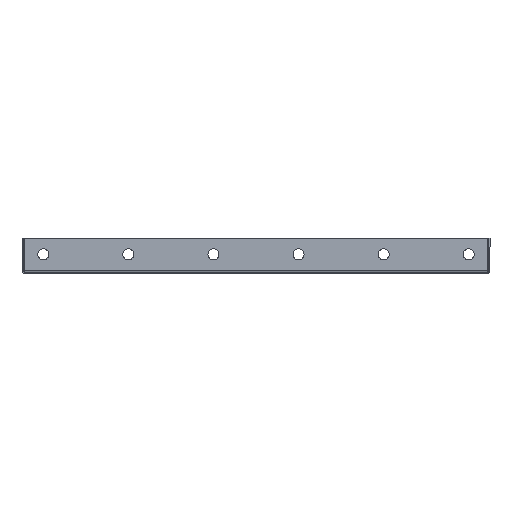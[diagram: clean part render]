
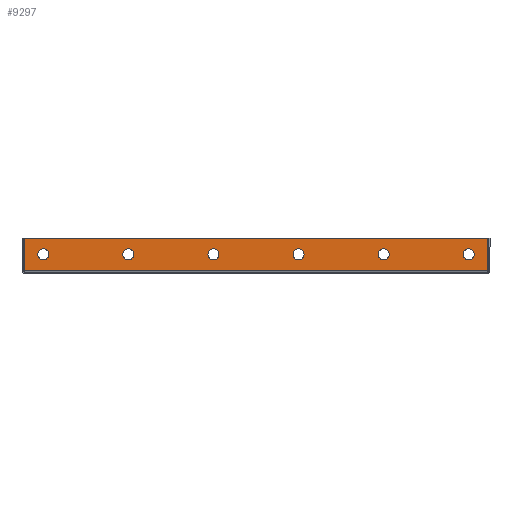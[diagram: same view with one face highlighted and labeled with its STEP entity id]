
A CAD part, left-side view. The second image highlights one B-rep face of the part: STEP entity #9297.
In plain terms, the highlighted planar face has unit normal (-1, 0, 0).
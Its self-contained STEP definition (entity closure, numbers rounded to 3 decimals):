
#16 = EDGE_CURVE ( 'NONE', #7829, #92, #10259, .T. ) ;
#43 = ORIENTED_EDGE ( 'NONE', *, *, #11551, .F. ) ;
#73 = AXIS2_PLACEMENT_3D ( 'NONE', #17381, #2957, #9885 ) ;
#92 = VERTEX_POINT ( 'NONE', #7402 ) ;
#116 = CIRCLE ( 'NONE', #1322, 3.25 ) ;
#586 = EDGE_LOOP ( 'NONE', ( #9400, #16732 ) ) ;
#637 = CARTESIAN_POINT ( 'NONE',  ( -599., 12.5, 7.25 ) ) ;
#898 = CARTESIAN_POINT ( 'NONE',  ( -599., 273.823, 1. ) ) ;
#918 = EDGE_LOOP ( 'NONE', ( #8114, #1546 ) ) ;
#988 = CARTESIAN_POINT ( 'NONE',  ( -599., 212.5, 10.5 ) ) ;
#995 = DIRECTION ( 'NONE',  ( 1., 0., 0. ) ) ;
#1035 = DIRECTION ( 'NONE',  ( 0., 1., 0. ) ) ;
#1270 = VECTOR ( 'NONE', #8787, 1000. ) ;
#1322 = AXIS2_PLACEMENT_3D ( 'NONE', #7449, #4587, #10381 ) ;
#1361 = CARTESIAN_POINT ( 'NONE',  ( -599., 112.5, 13.75 ) ) ;
#1519 = DIRECTION ( 'NONE',  ( 1., 0., 0. ) ) ;
#1546 = ORIENTED_EDGE ( 'NONE', *, *, #10959, .T. ) ;
#1558 = DIRECTION ( 'NONE',  ( 0., 0., -1. ) ) ;
#1582 = VECTOR ( 'NONE', #18364, 1000. ) ;
#1677 = AXIS2_PLACEMENT_3D ( 'NONE', #9666, #11098, #14034 ) ;
#1682 = VERTEX_POINT ( 'NONE', #8801 ) ;
#1841 = VERTEX_POINT ( 'NONE', #7857 ) ;
#2017 = DIRECTION ( 'NONE',  ( 0., 0., -1. ) ) ;
#2285 = DIRECTION ( 'NONE',  ( 0., 0., 1. ) ) ;
#2308 = CARTESIAN_POINT ( 'NONE',  ( -599., 212.5, 13.75 ) ) ;
#2343 = FACE_BOUND ( 'NONE', #918, .T. ) ;
#2350 = ORIENTED_EDGE ( 'NONE', *, *, #4748, .T. ) ;
#2415 = DIRECTION ( 'NONE',  ( 1., 0., 0. ) ) ;
#2516 = PLANE ( 'NONE',  #8854 ) ;
#2652 = EDGE_CURVE ( 'NONE', #1682, #3399, #12877, .T. ) ;
#2814 = AXIS2_PLACEMENT_3D ( 'NONE', #988, #2415, #5263 ) ;
#2875 = ORIENTED_EDGE ( 'NONE', *, *, #9430, .T. ) ;
#2878 = EDGE_LOOP ( 'NONE', ( #2350, #10110 ) ) ;
#2957 = DIRECTION ( 'NONE',  ( 1., 0., 0. ) ) ;
#2983 = AXIS2_PLACEMENT_3D ( 'NONE', #3713, #11117, #16712 ) ;
#3097 = VERTEX_POINT ( 'NONE', #637 ) ;
#3305 = EDGE_LOOP ( 'NONE', ( #12367, #2875, #3338, #43 ) ) ;
#3338 = ORIENTED_EDGE ( 'NONE', *, *, #17062, .T. ) ;
#3399 = VERTEX_POINT ( 'NONE', #1361 ) ;
#3498 = DIRECTION ( 'NONE',  ( 0., 0., -1. ) ) ;
#3580 = AXIS2_PLACEMENT_3D ( 'NONE', #10589, #17705, #1558 ) ;
#3713 = CARTESIAN_POINT ( 'NONE',  ( -599., 62.5, 10.5 ) ) ;
#3781 = AXIS2_PLACEMENT_3D ( 'NONE', #17936, #995, #15619 ) ;
#3808 = VERTEX_POINT ( 'NONE', #12642 ) ;
#3847 = EDGE_CURVE ( 'NONE', #1841, #5675, #14123, .T. ) ;
#3974 = CARTESIAN_POINT ( 'NONE',  ( -599., 273.823, 20. ) ) ;
#4083 = CARTESIAN_POINT ( 'NONE',  ( -599., 112.5, 10.5 ) ) ;
#4159 = VERTEX_POINT ( 'NONE', #12878 ) ;
#4403 = VERTEX_POINT ( 'NONE', #898 ) ;
#4553 = CARTESIAN_POINT ( 'NONE',  ( -599., 62.5, 7.25 ) ) ;
#4577 = VERTEX_POINT ( 'NONE', #15892 ) ;
#4587 = DIRECTION ( 'NONE',  ( 1., 0., 0. ) ) ;
#4713 = EDGE_CURVE ( 'NONE', #10584, #4159, #116, .T. ) ;
#4748 = EDGE_CURVE ( 'NONE', #3399, #1682, #9227, .T. ) ;
#4879 = EDGE_CURVE ( 'NONE', #5675, #1841, #9795, .T. ) ;
#5012 = ORIENTED_EDGE ( 'NONE', *, *, #16, .T. ) ;
#5263 = DIRECTION ( 'NONE',  ( 0., 0., -1. ) ) ;
#5301 = CIRCLE ( 'NONE', #9848, 3.25 ) ;
#5361 = CIRCLE ( 'NONE', #7804, 3.25 ) ;
#5406 = EDGE_LOOP ( 'NONE', ( #8769, #5012 ) ) ;
#5449 = VERTEX_POINT ( 'NONE', #10741 ) ;
#5484 = LINE ( 'NONE', #12999, #12831 ) ;
#5675 = VERTEX_POINT ( 'NONE', #8434 ) ;
#5782 = CARTESIAN_POINT ( 'NONE',  ( -599., 1.177, 20. ) ) ;
#6380 = EDGE_CURVE ( 'NONE', #92, #7829, #5361, .T. ) ;
#6640 = VERTEX_POINT ( 'NONE', #5782 ) ;
#6700 = FACE_BOUND ( 'NONE', #586, .T. ) ;
#6872 = ORIENTED_EDGE ( 'NONE', *, *, #12034, .T. ) ;
#7134 = ORIENTED_EDGE ( 'NONE', *, *, #16696, .T. ) ;
#7402 = CARTESIAN_POINT ( 'NONE',  ( -599., 62.5, 13.75 ) ) ;
#7449 = CARTESIAN_POINT ( 'NONE',  ( -599., 262.5, 10.5 ) ) ;
#7460 = EDGE_CURVE ( 'NONE', #17712, #5449, #16617, .T. ) ;
#7720 = CIRCLE ( 'NONE', #3781, 3.25 ) ;
#7773 = CARTESIAN_POINT ( 'NONE',  ( -599., 12.5, 10.5 ) ) ;
#7804 = AXIS2_PLACEMENT_3D ( 'NONE', #17389, #10178, #2017 ) ;
#7829 = VERTEX_POINT ( 'NONE', #4553 ) ;
#7857 = CARTESIAN_POINT ( 'NONE',  ( -599., 162.5, 7.25 ) ) ;
#7926 = CARTESIAN_POINT ( 'NONE',  ( -599., 275., 1. ) ) ;
#8008 = VECTOR ( 'NONE', #2285, 1000. ) ;
#8114 = ORIENTED_EDGE ( 'NONE', *, *, #7460, .T. ) ;
#8133 = DIRECTION ( 'NONE',  ( 0., 0., -1. ) ) ;
#8217 = FACE_BOUND ( 'NONE', #12229, .T. ) ;
#8301 = AXIS2_PLACEMENT_3D ( 'NONE', #4083, #1519, #17473 ) ;
#8311 = FACE_BOUND ( 'NONE', #2878, .T. ) ;
#8434 = CARTESIAN_POINT ( 'NONE',  ( -599., 162.5, 13.75 ) ) ;
#8668 = ORIENTED_EDGE ( 'NONE', *, *, #4713, .T. ) ;
#8769 = ORIENTED_EDGE ( 'NONE', *, *, #6380, .T. ) ;
#8787 = DIRECTION ( 'NONE',  ( 0., 0., 1. ) ) ;
#8801 = CARTESIAN_POINT ( 'NONE',  ( -599., 112.5, 7.25 ) ) ;
#8854 = AXIS2_PLACEMENT_3D ( 'NONE', #14112, #12771, #8133 ) ;
#8895 = CIRCLE ( 'NONE', #2814, 3.25 ) ;
#9227 = CIRCLE ( 'NONE', #8301, 3.25 ) ;
#9297 = ADVANCED_FACE ( 'NONE', ( #18384, #2343, #6700, #8311, #15443, #8217, #16954 ), #2516, .F. ) ;
#9400 = ORIENTED_EDGE ( 'NONE', *, *, #4879, .T. ) ;
#9430 = EDGE_CURVE ( 'NONE', #3808, #6640, #17526, .T. ) ;
#9629 = LINE ( 'NONE', #7926, #1582 ) ;
#9666 = CARTESIAN_POINT ( 'NONE',  ( -599., 112.5, 10.5 ) ) ;
#9759 = CARTESIAN_POINT ( 'NONE',  ( -599., 273.823, 1. ) ) ;
#9795 = CIRCLE ( 'NONE', #13166, 3.25 ) ;
#9848 = AXIS2_PLACEMENT_3D ( 'NONE', #7773, #16499, #3498 ) ;
#9885 = DIRECTION ( 'NONE',  ( 0., 0., -1. ) ) ;
#10110 = ORIENTED_EDGE ( 'NONE', *, *, #2652, .T. ) ;
#10178 = DIRECTION ( 'NONE',  ( 1., 0., 0. ) ) ;
#10259 = CIRCLE ( 'NONE', #2983, 3.25 ) ;
#10307 = CARTESIAN_POINT ( 'NONE',  ( -599., 1.177, 1. ) ) ;
#10381 = DIRECTION ( 'NONE',  ( 0., 0., -1. ) ) ;
#10584 = VERTEX_POINT ( 'NONE', #15377 ) ;
#10589 = CARTESIAN_POINT ( 'NONE',  ( -599., 212.5, 10.5 ) ) ;
#10741 = CARTESIAN_POINT ( 'NONE',  ( -599., 212.5, 7.25 ) ) ;
#10959 = EDGE_CURVE ( 'NONE', #5449, #17712, #8895, .T. ) ;
#11098 = DIRECTION ( 'NONE',  ( 1., 0., 0. ) ) ;
#11117 = DIRECTION ( 'NONE',  ( 1., 0., 0. ) ) ;
#11290 = CIRCLE ( 'NONE', #73, 3.25 ) ;
#11547 = VERTEX_POINT ( 'NONE', #3974 ) ;
#11551 = EDGE_CURVE ( 'NONE', #4403, #11547, #18320, .T. ) ;
#12034 = EDGE_CURVE ( 'NONE', #4159, #10584, #7720, .T. ) ;
#12229 = EDGE_LOOP ( 'NONE', ( #7134, #15011 ) ) ;
#12246 = EDGE_LOOP ( 'NONE', ( #6872, #8668 ) ) ;
#12329 = AXIS2_PLACEMENT_3D ( 'NONE', #13569, #16223, #14991 ) ;
#12367 = ORIENTED_EDGE ( 'NONE', *, *, #16087, .F. ) ;
#12642 = CARTESIAN_POINT ( 'NONE',  ( -599., 1.177, 1. ) ) ;
#12771 = DIRECTION ( 'NONE',  ( 1., 0., 0. ) ) ;
#12831 = VECTOR ( 'NONE', #1035, 1000. ) ;
#12877 = CIRCLE ( 'NONE', #1677, 3.25 ) ;
#12878 = CARTESIAN_POINT ( 'NONE',  ( -599., 262.5, 13.75 ) ) ;
#12999 = CARTESIAN_POINT ( 'NONE',  ( -599., 0., 20. ) ) ;
#13166 = AXIS2_PLACEMENT_3D ( 'NONE', #18644, #14273, #15894 ) ;
#13569 = CARTESIAN_POINT ( 'NONE',  ( -599., 162.5, 10.5 ) ) ;
#14034 = DIRECTION ( 'NONE',  ( 0., 0., -1. ) ) ;
#14112 = CARTESIAN_POINT ( 'NONE',  ( -599., 0., 0. ) ) ;
#14123 = CIRCLE ( 'NONE', #12329, 3.25 ) ;
#14273 = DIRECTION ( 'NONE',  ( 1., 0., 0. ) ) ;
#14828 = EDGE_CURVE ( 'NONE', #3097, #4577, #5301, .T. ) ;
#14991 = DIRECTION ( 'NONE',  ( 0., 0., -1. ) ) ;
#15011 = ORIENTED_EDGE ( 'NONE', *, *, #14828, .T. ) ;
#15377 = CARTESIAN_POINT ( 'NONE',  ( -599., 262.5, 7.25 ) ) ;
#15443 = FACE_BOUND ( 'NONE', #5406, .T. ) ;
#15619 = DIRECTION ( 'NONE',  ( 0., 0., -1. ) ) ;
#15892 = CARTESIAN_POINT ( 'NONE',  ( -599., 12.5, 13.75 ) ) ;
#15894 = DIRECTION ( 'NONE',  ( 0., 0., -1. ) ) ;
#16087 = EDGE_CURVE ( 'NONE', #3808, #4403, #9629, .T. ) ;
#16223 = DIRECTION ( 'NONE',  ( 1., 0., 0. ) ) ;
#16499 = DIRECTION ( 'NONE',  ( 1., 0., 0. ) ) ;
#16617 = CIRCLE ( 'NONE', #3580, 3.25 ) ;
#16696 = EDGE_CURVE ( 'NONE', #4577, #3097, #11290, .T. ) ;
#16712 = DIRECTION ( 'NONE',  ( 0., 0., -1. ) ) ;
#16732 = ORIENTED_EDGE ( 'NONE', *, *, #3847, .T. ) ;
#16954 = FACE_OUTER_BOUND ( 'NONE', #3305, .T. ) ;
#17062 = EDGE_CURVE ( 'NONE', #6640, #11547, #5484, .T. ) ;
#17381 = CARTESIAN_POINT ( 'NONE',  ( -599., 12.5, 10.5 ) ) ;
#17389 = CARTESIAN_POINT ( 'NONE',  ( -599., 62.5, 10.5 ) ) ;
#17473 = DIRECTION ( 'NONE',  ( 0., 0., -1. ) ) ;
#17526 = LINE ( 'NONE', #10307, #1270 ) ;
#17705 = DIRECTION ( 'NONE',  ( 1., 0., 0. ) ) ;
#17712 = VERTEX_POINT ( 'NONE', #2308 ) ;
#17936 = CARTESIAN_POINT ( 'NONE',  ( -599., 262.5, 10.5 ) ) ;
#18320 = LINE ( 'NONE', #9759, #8008 ) ;
#18364 = DIRECTION ( 'NONE',  ( 0., 1., 0. ) ) ;
#18384 = FACE_BOUND ( 'NONE', #12246, .T. ) ;
#18644 = CARTESIAN_POINT ( 'NONE',  ( -599., 162.5, 10.5 ) ) ;
